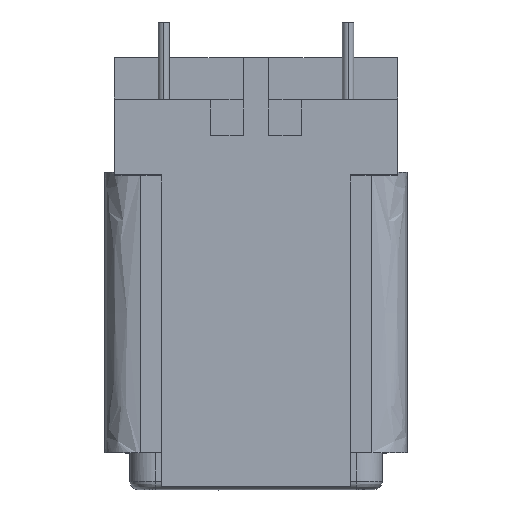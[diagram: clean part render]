
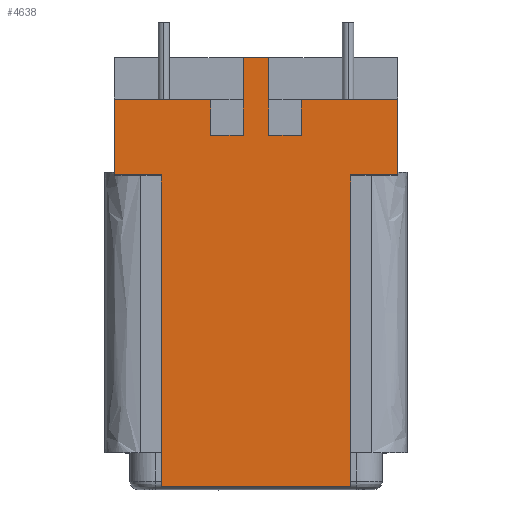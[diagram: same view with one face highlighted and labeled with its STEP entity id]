
A CAD part, top view. The second image highlights one B-rep face of the part: STEP entity #4638.
In plain terms, the highlighted free-form (B-spline) face has degree [1, 1] with [2, 2] control points.
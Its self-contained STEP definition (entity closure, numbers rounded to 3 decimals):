
#3237 = VERTEX_POINT('',#3238);
#3238 = CARTESIAN_POINT('',(-8.727,-2.444,
    5.673));
#3243 = EDGE_CURVE('',#3244,#3237,#3246,.T.);
#3244 = VERTEX_POINT('',#3245);
#3245 = CARTESIAN_POINT('',(-8.727,2.182,
    5.673));
#3246 = B_SPLINE_CURVE_WITH_KNOTS('',1,(#3247,#3248),.UNSPECIFIED.,.F.,
  .F.,(2,2),(-0.,5.3),.PIECEWISE_BEZIER_KNOTS.);
#3247 = CARTESIAN_POINT('',(-8.727,2.182,
    5.673));
#3248 = CARTESIAN_POINT('',(-8.727,-2.444,
    5.673));
#3631 = VERTEX_POINT('',#3632);
#3632 = CARTESIAN_POINT('',(8.727,2.182,5.673
    ));
#3637 = EDGE_CURVE('',#3631,#3638,#3640,.T.);
#3638 = VERTEX_POINT('',#3639);
#3639 = CARTESIAN_POINT('',(8.727,-2.444,
    5.673));
#3640 = B_SPLINE_CURVE_WITH_KNOTS('',1,(#3641,#3642),.UNSPECIFIED.,.F.,
  .F.,(2,2),(-0.,5.3),.PIECEWISE_BEZIER_KNOTS.);
#3641 = CARTESIAN_POINT('',(8.727,2.182,5.673
    ));
#3642 = CARTESIAN_POINT('',(8.727,-2.444,
    5.673));
#4138 = VERTEX_POINT('',#4139);
#4139 = CARTESIAN_POINT('',(-5.825,-2.444,
    5.673));
#4144 = EDGE_CURVE('',#4138,#3237,#4145,.T.);
#4145 = B_SPLINE_CURVE_WITH_KNOTS('',1,(#4146,#4147),.UNSPECIFIED.,.F.,
  .F.,(2,2),(6.675,10.),.PIECEWISE_BEZIER_KNOTS.);
#4146 = CARTESIAN_POINT('',(-5.825,-2.444,
    5.673));
#4147 = CARTESIAN_POINT('',(-8.727,-2.444,
    5.673));
#4165 = EDGE_CURVE('',#3638,#4166,#4168,.T.);
#4166 = VERTEX_POINT('',#4167);
#4167 = CARTESIAN_POINT('',(5.825,-2.444,
    5.673));
#4168 = B_SPLINE_CURVE_WITH_KNOTS('',1,(#4169,#4170),.UNSPECIFIED.,.F.,
  .F.,(2,2),(-10.,-6.675),.PIECEWISE_BEZIER_KNOTS.);
#4169 = CARTESIAN_POINT('',(8.727,-2.444,
    5.673));
#4170 = CARTESIAN_POINT('',(5.825,-2.444,
    5.673));
#4509 = VERTEX_POINT('',#4510);
#4510 = CARTESIAN_POINT('',(2.793,2.182,5.673
    ));
#4515 = EDGE_CURVE('',#4509,#3631,#4516,.T.);
#4516 = B_SPLINE_CURVE_WITH_KNOTS('',1,(#4517,#4518),.UNSPECIFIED.,.F.,
  .F.,(2,2),(13.2,20.),.PIECEWISE_BEZIER_KNOTS.);
#4517 = CARTESIAN_POINT('',(2.793,2.182,5.673
    ));
#4518 = CARTESIAN_POINT('',(8.727,2.182,5.673
    ));
#4599 = EDGE_CURVE('',#3244,#4600,#4602,.T.);
#4600 = VERTEX_POINT('',#4601);
#4601 = CARTESIAN_POINT('',(-2.793,2.182,
    5.673));
#4602 = B_SPLINE_CURVE_WITH_KNOTS('',1,(#4603,#4604),.UNSPECIFIED.,.F.,
  .F.,(2,2),(0.,6.8),.PIECEWISE_BEZIER_KNOTS.);
#4603 = CARTESIAN_POINT('',(-8.727,2.182,
    5.673));
#4604 = CARTESIAN_POINT('',(-2.793,2.182,
    5.673));
#4638 = ADVANCED_FACE('',(#4639),#4713,.F.);
#4639 = FACE_BOUND('',#4640,.T.);
#4640 = EDGE_LOOP('',(#4641,#4642,#4649,#4656,#4663,#4670,#4677,#4684,
    #4689,#4690,#4691,#4692,#4699,#4706,#4711,#4712));
#4641 = ORIENTED_EDGE('',*,*,#4515,.F.);
#4642 = ORIENTED_EDGE('',*,*,#4643,.F.);
#4643 = EDGE_CURVE('',#4644,#4509,#4646,.T.);
#4644 = VERTEX_POINT('',#4645);
#4645 = CARTESIAN_POINT('',(2.793,0.,5.673));
#4646 = B_SPLINE_CURVE_WITH_KNOTS('',1,(#4647,#4648),.UNSPECIFIED.,.F.,
  .F.,(2,2),(0.,2.5),.PIECEWISE_BEZIER_KNOTS.);
#4647 = CARTESIAN_POINT('',(2.793,0.,5.673));
#4648 = CARTESIAN_POINT('',(2.793,2.182,5.673
    ));
#4649 = ORIENTED_EDGE('',*,*,#4650,.T.);
#4650 = EDGE_CURVE('',#4644,#4651,#4653,.T.);
#4651 = VERTEX_POINT('',#4652);
#4652 = CARTESIAN_POINT('',(0.785,0.,5.673));
#4653 = B_SPLINE_CURVE_WITH_KNOTS('',1,(#4654,#4655),.UNSPECIFIED.,.F.,
  .F.,(2,2),(-3.2,-0.9),.PIECEWISE_BEZIER_KNOTS.);
#4654 = CARTESIAN_POINT('',(2.793,0.,5.673));
#4655 = CARTESIAN_POINT('',(0.785,0.,5.673));
#4656 = ORIENTED_EDGE('',*,*,#4657,.T.);
#4657 = EDGE_CURVE('',#4651,#4658,#4660,.T.);
#4658 = VERTEX_POINT('',#4659);
#4659 = CARTESIAN_POINT('',(0.785,4.8,5.673
    ));
#4660 = B_SPLINE_CURVE_WITH_KNOTS('',1,(#4661,#4662),.UNSPECIFIED.,.F.,
  .F.,(2,2),(0.,5.5),.PIECEWISE_BEZIER_KNOTS.);
#4661 = CARTESIAN_POINT('',(0.785,0.,5.673));
#4662 = CARTESIAN_POINT('',(0.785,4.8,5.673
    ));
#4663 = ORIENTED_EDGE('',*,*,#4664,.F.);
#4664 = EDGE_CURVE('',#4665,#4658,#4667,.T.);
#4665 = VERTEX_POINT('',#4666);
#4666 = CARTESIAN_POINT('',(-0.785,4.8,
    5.673));
#4667 = B_SPLINE_CURVE_WITH_KNOTS('',1,(#4668,#4669),.UNSPECIFIED.,.F.,
  .F.,(2,2),(-0.9,0.9),.PIECEWISE_BEZIER_KNOTS.);
#4668 = CARTESIAN_POINT('',(-0.785,4.8,
    5.673));
#4669 = CARTESIAN_POINT('',(0.785,4.8,5.673
    ));
#4670 = ORIENTED_EDGE('',*,*,#4671,.F.);
#4671 = EDGE_CURVE('',#4672,#4665,#4674,.T.);
#4672 = VERTEX_POINT('',#4673);
#4673 = CARTESIAN_POINT('',(-0.785,0.,5.673));
#4674 = B_SPLINE_CURVE_WITH_KNOTS('',1,(#4675,#4676),.UNSPECIFIED.,.F.,
  .F.,(2,2),(0.,5.5),.PIECEWISE_BEZIER_KNOTS.);
#4675 = CARTESIAN_POINT('',(-0.785,0.,5.673));
#4676 = CARTESIAN_POINT('',(-0.785,4.8,
    5.673));
#4677 = ORIENTED_EDGE('',*,*,#4678,.T.);
#4678 = EDGE_CURVE('',#4672,#4679,#4681,.T.);
#4679 = VERTEX_POINT('',#4680);
#4680 = CARTESIAN_POINT('',(-2.793,0.,5.673));
#4681 = B_SPLINE_CURVE_WITH_KNOTS('',1,(#4682,#4683),.UNSPECIFIED.,.F.,
  .F.,(2,2),(0.9,3.2),.PIECEWISE_BEZIER_KNOTS.);
#4682 = CARTESIAN_POINT('',(-0.785,0.,5.673));
#4683 = CARTESIAN_POINT('',(-2.793,0.,5.673));
#4684 = ORIENTED_EDGE('',*,*,#4685,.T.);
#4685 = EDGE_CURVE('',#4679,#4600,#4686,.T.);
#4686 = B_SPLINE_CURVE_WITH_KNOTS('',1,(#4687,#4688),.UNSPECIFIED.,.F.,
  .F.,(2,2),(0.,2.5),.PIECEWISE_BEZIER_KNOTS.);
#4687 = CARTESIAN_POINT('',(-2.793,0.,5.673));
#4688 = CARTESIAN_POINT('',(-2.793,2.182,
    5.673));
#4689 = ORIENTED_EDGE('',*,*,#4599,.F.);
#4690 = ORIENTED_EDGE('',*,*,#3243,.T.);
#4691 = ORIENTED_EDGE('',*,*,#4144,.F.);
#4692 = ORIENTED_EDGE('',*,*,#4693,.F.);
#4693 = EDGE_CURVE('',#4694,#4138,#4696,.T.);
#4694 = VERTEX_POINT('',#4695);
#4695 = CARTESIAN_POINT('',(-5.825,-21.643,
    5.673));
#4696 = B_SPLINE_CURVE_WITH_KNOTS('',1,(#4697,#4698),.UNSPECIFIED.,.F.,
  .F.,(2,2),(0.,22.),.PIECEWISE_BEZIER_KNOTS.);
#4697 = CARTESIAN_POINT('',(-5.825,-21.643,
    5.673));
#4698 = CARTESIAN_POINT('',(-5.825,-2.444,
    5.673));
#4699 = ORIENTED_EDGE('',*,*,#4700,.F.);
#4700 = EDGE_CURVE('',#4701,#4694,#4703,.T.);
#4701 = VERTEX_POINT('',#4702);
#4702 = CARTESIAN_POINT('',(5.825,-21.643,5.673
    ));
#4703 = B_SPLINE_CURVE_WITH_KNOTS('',1,(#4704,#4705),.UNSPECIFIED.,.F.,
  .F.,(2,2),(-13.35,-0.),.PIECEWISE_BEZIER_KNOTS.);
#4704 = CARTESIAN_POINT('',(5.825,-21.643,5.673
    ));
#4705 = CARTESIAN_POINT('',(-5.825,-21.643,
    5.673));
#4706 = ORIENTED_EDGE('',*,*,#4707,.T.);
#4707 = EDGE_CURVE('',#4701,#4166,#4708,.T.);
#4708 = B_SPLINE_CURVE_WITH_KNOTS('',1,(#4709,#4710),.UNSPECIFIED.,.F.,
  .F.,(2,2),(0.,22.),.PIECEWISE_BEZIER_KNOTS.);
#4709 = CARTESIAN_POINT('',(5.825,-21.643,5.673
    ));
#4710 = CARTESIAN_POINT('',(5.825,-2.444,
    5.673));
#4711 = ORIENTED_EDGE('',*,*,#4165,.F.);
#4712 = ORIENTED_EDGE('',*,*,#3637,.F.);
#4713 = B_SPLINE_SURFACE_WITH_KNOTS('',1,1,(
    (#4714,#4715)
    ,(#4716,#4717
    )),.UNSPECIFIED.,.F.,.F.,.F.,(2,2),(2,2),(-20.,0.),(-27.3,3.),
  .PIECEWISE_BEZIER_KNOTS.);
#4714 = CARTESIAN_POINT('',(8.727,-21.643,5.673
    ));
#4715 = CARTESIAN_POINT('',(8.727,4.8,5.673
    ));
#4716 = CARTESIAN_POINT('',(-8.727,-21.643,
    5.673));
#4717 = CARTESIAN_POINT('',(-8.727,4.8,
    5.673));
